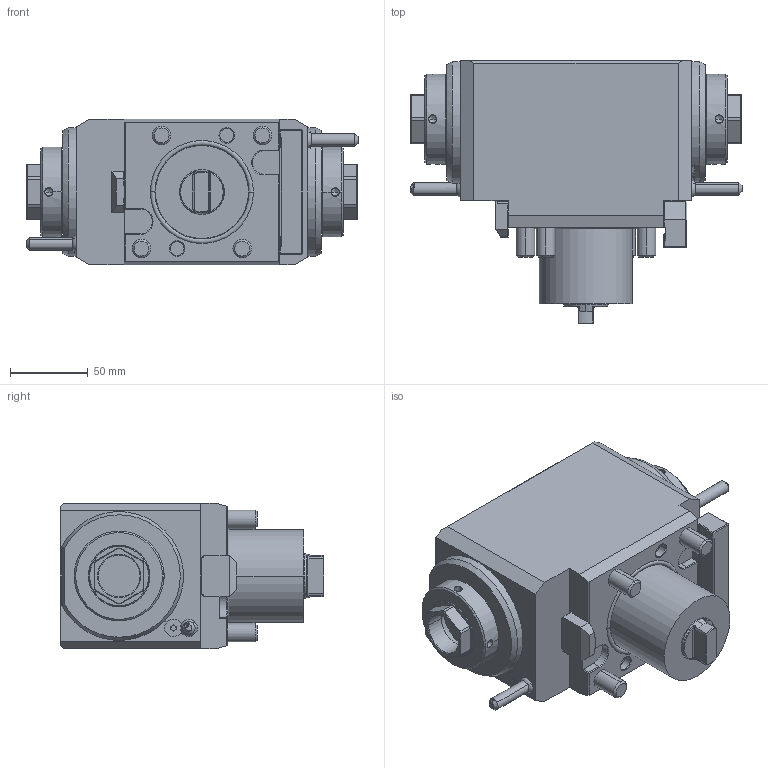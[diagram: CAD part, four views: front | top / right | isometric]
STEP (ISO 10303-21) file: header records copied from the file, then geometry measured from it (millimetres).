
FILE_DESCRIPTION((''),'2;1');
FILE_NAME('NGT2_60_201_32D_2_3_70_JA','2019-12-02T',('vali'),('NOVA GRUP'),'PRO/ENGINEER BY PARAMETRIC TECHNOLOGY CORPORATION, 2010280','PRO/ENGINEER BY PARAMETRIC TECHNOLOGY CORPORATION, 2010280','');
FILE_SCHEMA(('CONFIG_CONTROL_DESIGN'));
Length unit declared in the file: millimetre
Products named in the file (1): NGT2_60_201_32D_2_3_70_JA
Bounding box: 214.09 x 170 x 94 mm (x, y, z)
Volume: 1768319.9 mm3; surface area: 118428.6 mm2
Topology: 1 solids, 1 shells, 473 faces, 1108 edges, 648 vertices
Faces by surface type: plane 199, cylinder 125, cone 103, bspline 32, torus 10, sphere 4
Entity records: 16863 total; most frequent: CARTESIAN_POINT 6431, ORIENTED_EDGE 2160, DIRECTION 2089, EDGE_CURVE 1080, AXIS2_PLACEMENT_3D 730, VERTEX_POINT 648, VECTOR 629, LINE 629
